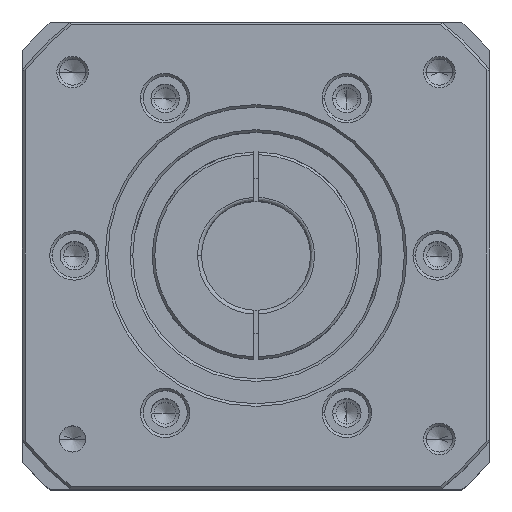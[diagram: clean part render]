
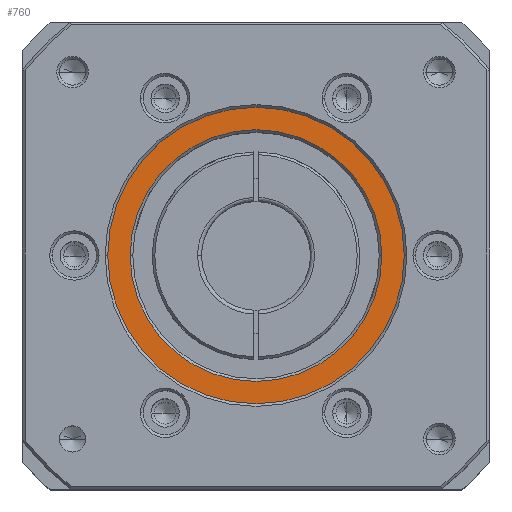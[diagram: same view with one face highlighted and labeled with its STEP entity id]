
A CAD part, top view. The second image highlights one B-rep face of the part: STEP entity #760.
In plain terms, the highlighted planar face has unit normal (0, 0, 1).
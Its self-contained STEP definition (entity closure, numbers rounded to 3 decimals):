
#140 = CARTESIAN_POINT ( 'NONE',  ( -48.5, 0., 279. ) ) ;
#698 = ORIENTED_EDGE ( 'NONE', *, *, #1170, .T. ) ;
#760 = ADVANCED_FACE ( 'NONE', ( #11808, #860 ), #8912, .T. ) ;
#860 = FACE_OUTER_BOUND ( 'NONE', #11996, .T. ) ;
#1170 = EDGE_CURVE ( 'NONE', #14651, #5460, #13269, .T. ) ;
#2103 = DIRECTION ( 'NONE',  ( 0., 0., -1. ) ) ;
#2267 = ORIENTED_EDGE ( 'NONE', *, *, #10302, .T. ) ;
#2653 = DIRECTION ( 'NONE',  ( 0., 0., -1. ) ) ;
#3341 = EDGE_LOOP ( 'NONE', ( #8333, #3517 ) ) ;
#3517 = ORIENTED_EDGE ( 'NONE', *, *, #16886, .T. ) ;
#3881 = DIRECTION ( 'NONE',  ( -1., 0., 0. ) ) ;
#3894 = DIRECTION ( 'NONE',  ( 0., 0., 1. ) ) ;
#3917 = CARTESIAN_POINT ( 'NONE',  ( 0., 0., 279. ) ) ;
#4627 = VERTEX_POINT ( 'NONE', #11067 ) ;
#5017 = CIRCLE ( 'NONE', #6452, 48.5 ) ;
#5282 = AXIS2_PLACEMENT_3D ( 'NONE', #8403, #8365, #8346 ) ;
#5285 = VERTEX_POINT ( 'NONE', #140 ) ;
#5460 = VERTEX_POINT ( 'NONE', #12764 ) ;
#6452 = AXIS2_PLACEMENT_3D ( 'NONE', #10984, #2653, #12322 ) ;
#7089 = DIRECTION ( 'NONE',  ( 0., 0., 1. ) ) ;
#8333 = ORIENTED_EDGE ( 'NONE', *, *, #12986, .T. ) ;
#8346 = DIRECTION ( 'NONE',  ( 1., 0., 0. ) ) ;
#8365 = DIRECTION ( 'NONE',  ( 0., 0., 1. ) ) ;
#8403 = CARTESIAN_POINT ( 'NONE',  ( 0., 0., 279. ) ) ;
#8912 = PLANE ( 'NONE',  #5282 ) ;
#9476 = CARTESIAN_POINT ( 'NONE',  ( -57.15, 0., 279. ) ) ;
#9864 = AXIS2_PLACEMENT_3D ( 'NONE', #3917, #3894, #3881 ) ;
#10302 = EDGE_CURVE ( 'NONE', #5460, #14651, #11638, .T. ) ;
#10411 = CARTESIAN_POINT ( 'NONE',  ( 0., 0., 279. ) ) ;
#10887 = CIRCLE ( 'NONE', #11618, 48.5 ) ;
#10984 = CARTESIAN_POINT ( 'NONE',  ( 0., 0., 279. ) ) ;
#11067 = CARTESIAN_POINT ( 'NONE',  ( 48.5, 0., 279. ) ) ;
#11618 = AXIS2_PLACEMENT_3D ( 'NONE', #10411, #2103, #11728 ) ;
#11638 = CIRCLE ( 'NONE', #16725, 57.15 ) ;
#11728 = DIRECTION ( 'NONE',  ( 1., 0., 0. ) ) ;
#11808 = FACE_BOUND ( 'NONE', #3341, .T. ) ;
#11996 = EDGE_LOOP ( 'NONE', ( #698, #2267 ) ) ;
#12322 = DIRECTION ( 'NONE',  ( 1., 0., 0. ) ) ;
#12764 = CARTESIAN_POINT ( 'NONE',  ( 57.15, 0., 279. ) ) ;
#12986 = EDGE_CURVE ( 'NONE', #4627, #5285, #5017, .T. ) ;
#13269 = CIRCLE ( 'NONE', #9864, 57.15 ) ;
#14651 = VERTEX_POINT ( 'NONE', #9476 ) ;
#15221 = CARTESIAN_POINT ( 'NONE',  ( 0., 0., 279. ) ) ;
#16553 = DIRECTION ( 'NONE',  ( -1., 0., 0. ) ) ;
#16725 = AXIS2_PLACEMENT_3D ( 'NONE', #15221, #7089, #16553 ) ;
#16886 = EDGE_CURVE ( 'NONE', #5285, #4627, #10887, .T. ) ;
